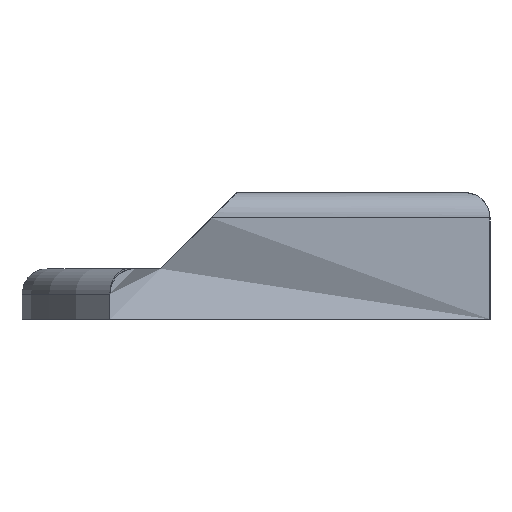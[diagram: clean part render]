
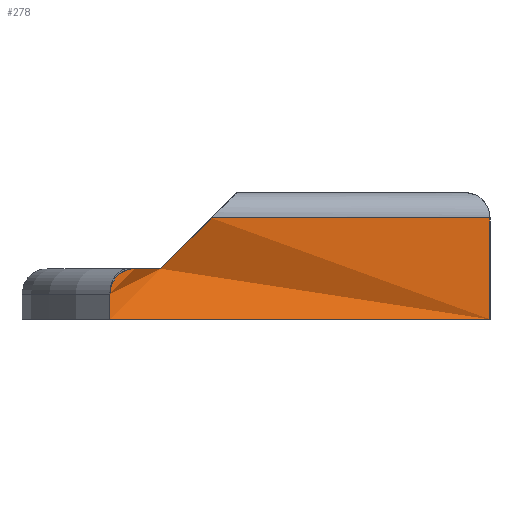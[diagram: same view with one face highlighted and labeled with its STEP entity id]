
A CAD part, left-side view. The second image highlights one B-rep face of the part: STEP entity #278.
In plain terms, the highlighted planar face has unit normal (-1, 0, 0).
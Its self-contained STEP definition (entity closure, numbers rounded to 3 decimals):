
#278=ADVANCED_FACE('',(#730),#732,.T.);
#730=FACE_BOUND('',#731,.T.);
#731=EDGE_LOOP('',(#1070,#1071,#1072,#1073,#1074,#1075,#1076));
#732=PLANE('',#733);
#733=AXIS2_PLACEMENT_3D('',#734,#735,#736);
#734=CARTESIAN_POINT('',(-30.,15.,0.));
#735=DIRECTION('',(-1.,0.,0.));
#736=DIRECTION('',(0.,-1.,0.));
#1070=ORIENTED_EDGE('',*,*,#1291,.F.);
#1071=ORIENTED_EDGE('',*,*,#1292,.F.);
#1072=ORIENTED_EDGE('',*,*,#1256,.T.);
#1073=ORIENTED_EDGE('',*,*,#1293,.T.);
#1074=ORIENTED_EDGE('',*,*,#1294,.F.);
#1075=ORIENTED_EDGE('',*,*,#1290,.F.);
#1076=ORIENTED_EDGE('',*,*,#1295,.F.);
#1256=EDGE_CURVE('',#1432,#1430,#1433,.T.);
#1290=EDGE_CURVE('',#1490,#1488,#1492,.F.);
#1291=EDGE_CURVE('',#1493,#1494,#1495,.F.);
#1292=EDGE_CURVE('',#1432,#1493,#1496,.T.);
#1293=EDGE_CURVE('',#1430,#1497,#1498,.T.);
#1294=EDGE_CURVE('',#1488,#1497,#1499,.T.);
#1295=EDGE_CURVE('',#1494,#1490,#1500,.T.);
#1430=VERTEX_POINT('',#1759);
#1432=VERTEX_POINT('',#1763);
#1433=LINE('',#1764,#1765);
#1488=VERTEX_POINT('',#1890);
#1490=VERTEX_POINT('',#1895);
#1492=LINE('',#1899,#1900);
#1493=VERTEX_POINT('',#1902);
#1494=VERTEX_POINT('',#1903);
#1495=CIRCLE('',#1904,1.);
#1496=LINE('',#1908,#1909);
#1497=VERTEX_POINT('',#1911);
#1498=LINE('',#1912,#1913);
#1499=LINE('',#1915,#1916);
#1500=LINE('',#1918,#1919);
#1759=CARTESIAN_POINT('',(-30.,0.,0.));
#1763=CARTESIAN_POINT('',(-30.,15.,0.));
#1764=CARTESIAN_POINT('',(-30.,15.,0.));
#1765=VECTOR('',#1766,1.);
#1766=DIRECTION('',(0.,-1.,0.));
#1890=CARTESIAN_POINT('',(-30.,11.,4.));
#1895=CARTESIAN_POINT('',(-29.25,13.,2.));
#1899=CARTESIAN_POINT('',(-30.,11.,4.));
#1900=VECTOR('',#1901,1.);
#1901=DIRECTION('',(0.,0.707,-0.707));
#1902=CARTESIAN_POINT('',(-30.,15.,1.));
#1903=CARTESIAN_POINT('',(-30.,14.,2.));
#1904=AXIS2_PLACEMENT_3D('',#1905,#1906,#1907);
#1905=CARTESIAN_POINT('',(-30.,14.,1.));
#1906=DIRECTION('',(-1.,0.,0.));
#1907=DIRECTION('',(0.,0.,1.));
#1908=CARTESIAN_POINT('',(-30.,15.,0.));
#1909=VECTOR('',#1910,1.);
#1910=DIRECTION('',(0.,0.,1.));
#1911=CARTESIAN_POINT('',(-30.,0.,4.));
#1912=CARTESIAN_POINT('',(-30.,0.,0.));
#1913=VECTOR('',#1914,1.);
#1914=DIRECTION('',(0.,0.,1.));
#1915=CARTESIAN_POINT('',(-30.,11.,4.));
#1916=VECTOR('',#1917,1.);
#1917=DIRECTION('',(0.,-1.,0.));
#1918=CARTESIAN_POINT('',(-30.,14.,2.));
#1919=VECTOR('',#1920,1.);
#1920=DIRECTION('',(0.,-1.,0.));
